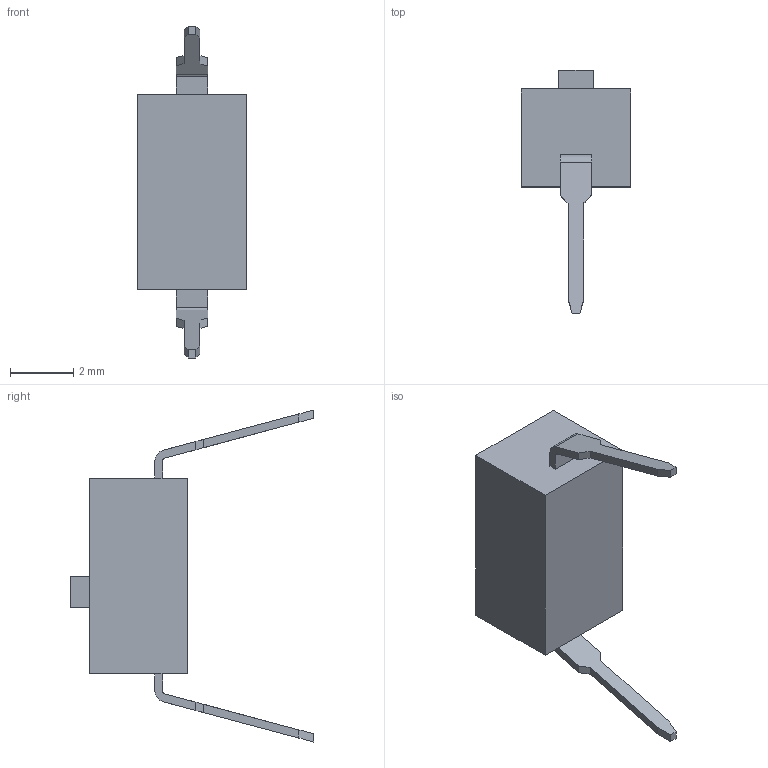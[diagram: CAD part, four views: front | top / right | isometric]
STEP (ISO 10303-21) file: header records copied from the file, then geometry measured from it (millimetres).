
FILE_DESCRIPTION(('STEP AP242'),'1');
FILE_NAME('a6t-1104.stp','2021-11-29T03:15:52',('TraceParts'),('TraceParts S.A.'),'Spatial InterOp 3D',' ',' ');
FILE_SCHEMA(('AP242_MANAGED_MODEL_BASED_3D_ENGINEERING_MIM_LF {1 0 10303 442 1 1 4}'));
Length unit declared in the file: millimetre
Products named in the file (1): a6t-1104
Bounding box: 3.48 x 7.7 x 10.5 mm (x, y, z)
Volume: 67.6 mm3; surface area: 133.7 mm2
Topology: 1 solids, 1 shells, 46 faces, 120 edges, 80 vertices
Faces by surface type: plane 42, cylinder 4
Entity records: 2376 total; most frequent: CARTESIAN_POINT 247, ORIENTED_EDGE 240, DIRECTION 222, STYLED_ITEM 166, PRESENTATION_STYLE_ASSIGNMENT 166, COLOUR_RGB 166, EDGE_CURVE 120, CURVE_STYLE 120
